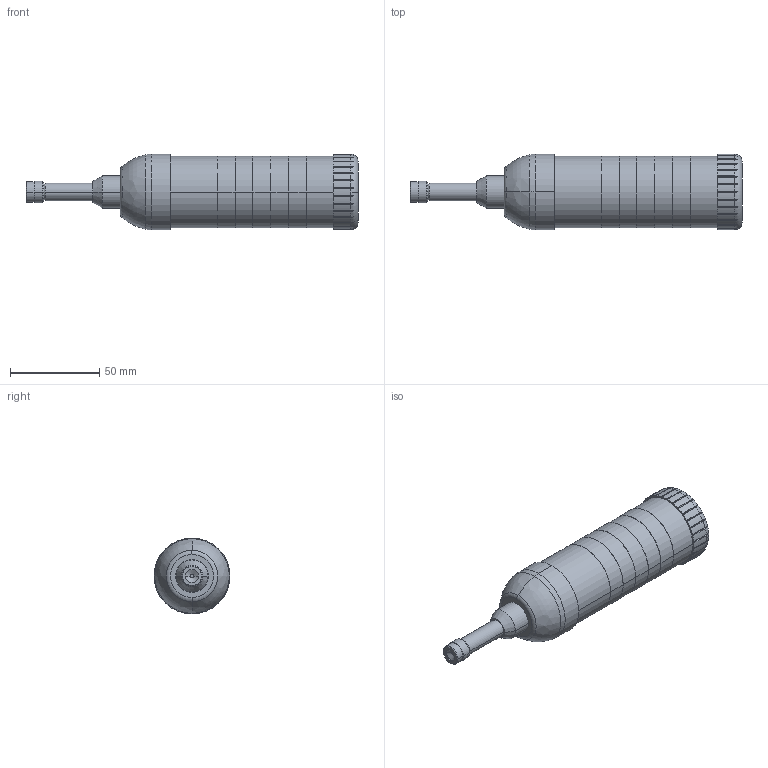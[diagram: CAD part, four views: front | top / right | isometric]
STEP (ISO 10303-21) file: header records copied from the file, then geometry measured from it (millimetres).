
FILE_DESCRIPTION((''),'2;1');
FILE_NAME('31950-00_SW0001','2025-12-09T11:00:17',('julian.egg'),(''),'CREO PARAMETRIC BY PTC INC, 2025323','CREO PARAMETRIC BY PTC INC, 2025323','');
FILE_SCHEMA(('CONFIG_CONTROL_DESIGN'));
Length unit declared in the file: millimetre
Products named in the file (1): 31950-00_SW0001
Bounding box: 186.4 x 42.5 x 42.5 mm (x, y, z)
Volume: 46267.9 mm3; surface area: 55943.2 mm2
Topology: 3 solids, 3 shells, 314 faces, 765 edges, 486 vertices
Faces by surface type: plane 136, cylinder 102, cone 34, extrusion 18, torus 16, bspline 8
Entity records: 10414 total; most frequent: CARTESIAN_POINT 2994, ORIENTED_EDGE 1530, DIRECTION 1521, EDGE_CURVE 765, AXIS2_PLACEMENT_3D 558, VERTEX_POINT 486, VECTOR 405, LINE 387
